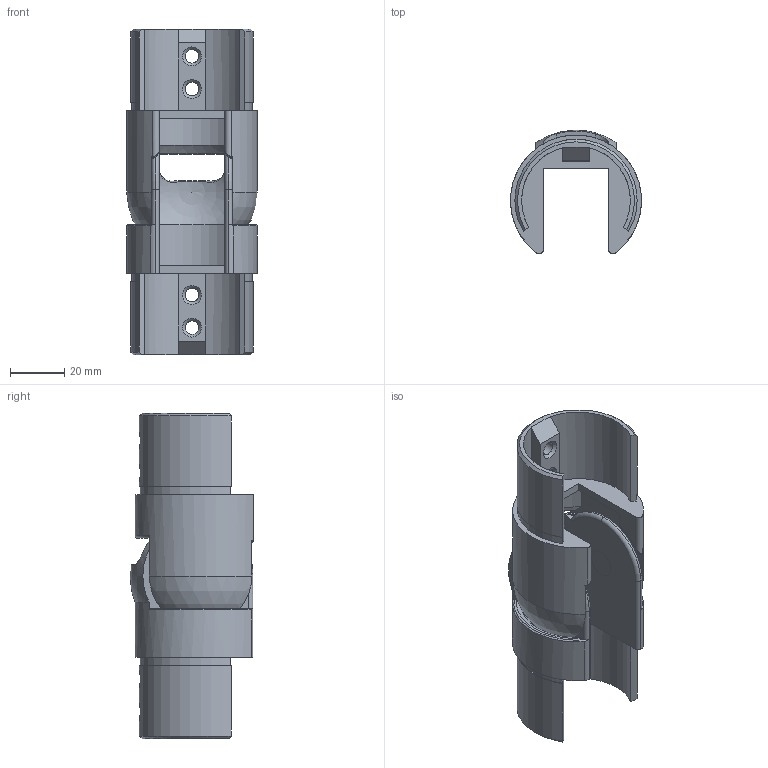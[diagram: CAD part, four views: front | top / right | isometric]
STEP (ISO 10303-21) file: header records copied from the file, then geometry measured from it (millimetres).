
FILE_DESCRIPTION (( 'STEP AP203' ), '1' );
FILE_NAME ('60313-240.STEP', '2020-05-08T06:44:31', ( '' ), ( '' ), 'SwSTEP 2.0', 'SolidWorks 2015', '' );
FILE_SCHEMA (( 'CONFIG_CONTROL_DESIGN' ));
Length unit declared in the file: millimetre
Products named in the file (3): 60313-240; 60313-240 Teil1_60313-240 Teil1; 60313-240 Teil2_60313-240 Teil1
Assembly tree (2 placements, depth 2):
  60313-240
    60313-240 Teil1_60313-240 Teil1
    60313-240 Teil2_60313-240 Teil1
Bounding box: 48.27 x 45.65 x 120 mm (x, y, z)
Volume: 59739.5 mm3; surface area: 33290.1 mm2
Topology: 2 solids, 2 shells, 334 faces, 902 edges, 598 vertices
Faces by surface type: plane 155, bspline 115, cylinder 30, torus 17, sphere 9, cone 8
Full cylindrical faces by diameter (mm): 5 x4, 10 x2, 10.1 x2
Entity records: 20700 total; most frequent: CARTESIAN_POINT 12886, ORIENTED_EDGE 1744, DIRECTION 1169, EDGE_CURVE 872, VERTEX_POINT 586, LINE 495, VECTOR 495, EDGE_LOOP 390
